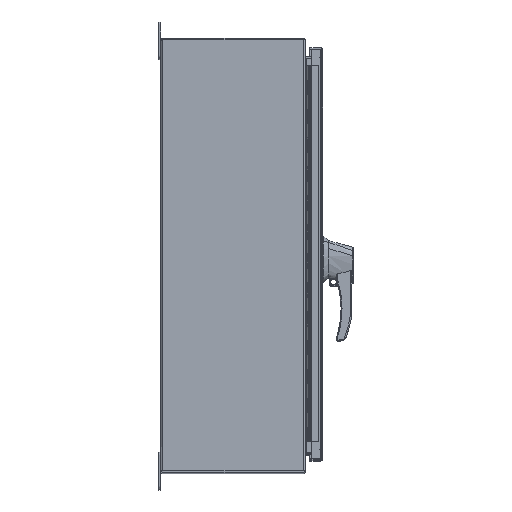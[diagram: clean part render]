
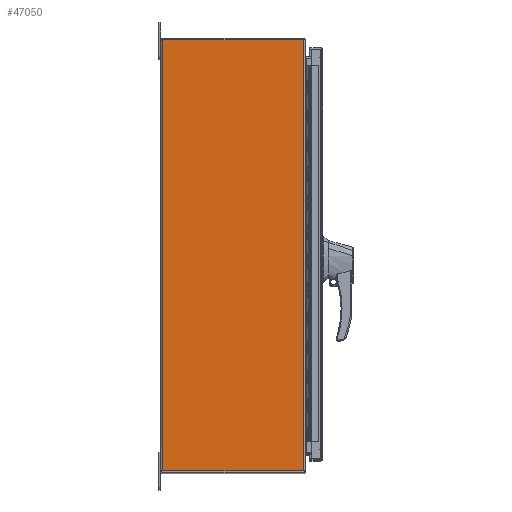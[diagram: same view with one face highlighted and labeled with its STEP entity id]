
A CAD part, top view. The second image highlights one B-rep face of the part: STEP entity #47050.
In plain terms, the highlighted face is planar.
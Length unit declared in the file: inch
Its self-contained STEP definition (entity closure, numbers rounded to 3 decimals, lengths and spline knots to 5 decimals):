
#10322 = CARTESIAN_POINT ( 'NONE',  ( -30., -0.048, 14.90489 ) ) ;
#13298 = CARTESIAN_POINT ( 'NONE',  ( -30., -9.762, 14.90489 ) ) ;
#16679 = CARTESIAN_POINT ( 'NONE',  ( -30., -0.048, -14.90489 ) ) ;
#21056 = DIRECTION ( 'NONE',  ( 1., 0., 0. ) ) ;
#21309 = EDGE_LOOP ( 'NONE', ( #78151, #42928, #114651, #33873 ) ) ;
#29387 = AXIS2_PLACEMENT_3D ( 'NONE', #88249, #21056, #78306 ) ;
#31249 = EDGE_CURVE ( 'NONE', #76105, #47760, #104086, .T. ) ;
#33873 = ORIENTED_EDGE ( 'NONE', *, *, #100662, .T. ) ;
#39981 = CARTESIAN_POINT ( 'NONE',  ( -30., -0.048, 14.90489 ) ) ;
#41311 = DIRECTION ( 'NONE',  ( 0., -1., 0. ) ) ;
#42928 = ORIENTED_EDGE ( 'NONE', *, *, #79696, .F. ) ;
#43066 = PLANE ( 'NONE',  #29387 ) ;
#44342 = VECTOR ( 'NONE', #125873, 39.37008 ) ;
#47050 = ADVANCED_FACE ( 'NONE', ( #114867 ), #43066, .F. ) ;
#47760 = VERTEX_POINT ( 'NONE', #71571 ) ;
#57900 = VECTOR ( 'NONE', #99527, 39.37008 ) ;
#59383 = VECTOR ( 'NONE', #133806, 39.37008 ) ;
#71571 = CARTESIAN_POINT ( 'NONE',  ( -30., -9.762, -14.90489 ) ) ;
#76105 = VERTEX_POINT ( 'NONE', #13298 ) ;
#78151 = ORIENTED_EDGE ( 'NONE', *, *, #31249, .F. ) ;
#78306 = DIRECTION ( 'NONE',  ( 0., 0., -1. ) ) ;
#79696 = EDGE_CURVE ( 'NONE', #103641, #76105, #89544, .T. ) ;
#83278 = VERTEX_POINT ( 'NONE', #16679 ) ;
#86898 = VECTOR ( 'NONE', #41311, 39.37008 ) ;
#87473 = CARTESIAN_POINT ( 'NONE',  ( -30., -0.048, -14.90489 ) ) ;
#88249 = CARTESIAN_POINT ( 'NONE',  ( -30., 0., 104.071 ) ) ;
#89544 = LINE ( 'NONE', #10322, #59383 ) ;
#99527 = DIRECTION ( 'NONE',  ( 0., 0., -1. ) ) ;
#100055 = CARTESIAN_POINT ( 'NONE',  ( -30., -0.048, 14.857 ) ) ;
#100520 = CARTESIAN_POINT ( 'NONE',  ( -30., -9.762, 104.071 ) ) ;
#100662 = EDGE_CURVE ( 'NONE', #83278, #47760, #140273, .T. ) ;
#103641 = VERTEX_POINT ( 'NONE', #39981 ) ;
#104086 = LINE ( 'NONE', #100520, #57900 ) ;
#114651 = ORIENTED_EDGE ( 'NONE', *, *, #141265, .F. ) ;
#114867 = FACE_OUTER_BOUND ( 'NONE', #21309, .T. ) ;
#122630 = LINE ( 'NONE', #100055, #44342 ) ;
#125873 = DIRECTION ( 'NONE',  ( 0., 0., 1. ) ) ;
#133806 = DIRECTION ( 'NONE',  ( 0., -1., 0. ) ) ;
#140273 = LINE ( 'NONE', #87473, #86898 ) ;
#141265 = EDGE_CURVE ( 'NONE', #83278, #103641, #122630, .T. ) ;
